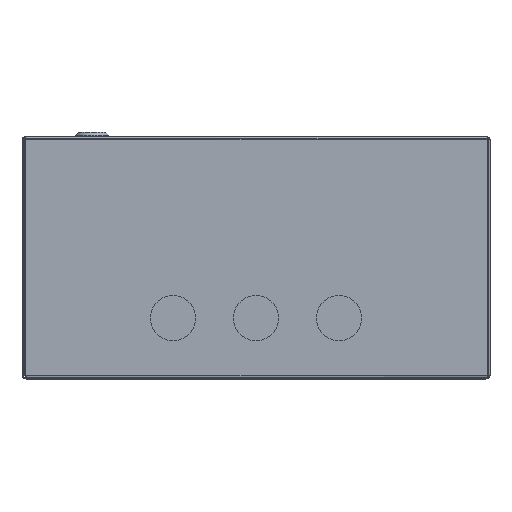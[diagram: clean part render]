
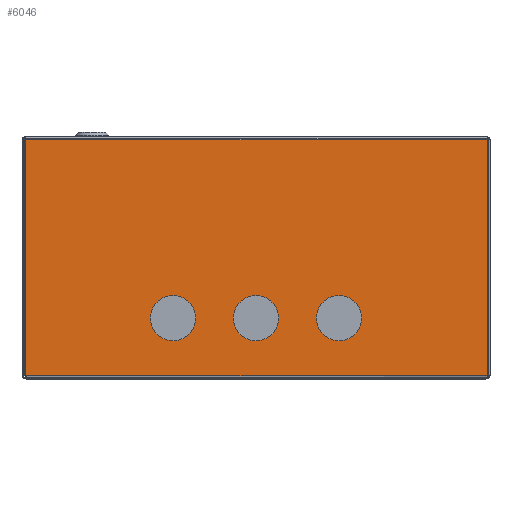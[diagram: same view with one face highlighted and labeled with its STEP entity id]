
A CAD part, front view. The second image highlights one B-rep face of the part: STEP entity #6046.
In plain terms, the highlighted planar face has unit normal (0, -1, 0).
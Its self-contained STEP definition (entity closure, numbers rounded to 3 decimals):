
#2736 = AXIS2_PLACEMENT_3D ( 'NONE', #33086, #15659, #27463 ) ;
#3703 = CARTESIAN_POINT ( 'NONE',  ( -0.7, -260., -78.3 ) ) ;
#3847 = VECTOR ( 'NONE', #33101, 1000. ) ;
#3876 = LINE ( 'NONE', #28021, #26273 ) ;
#4033 = CARTESIAN_POINT ( 'NONE',  ( -100., -260., -40. ) ) ;
#4320 = AXIS2_PLACEMENT_3D ( 'NONE', #4033, #36529, #18718 ) ;
#4615 = VERTEX_POINT ( 'NONE', #8425 ) ;
#5065 = CARTESIAN_POINT ( 'NONE',  ( -210., -260., -40. ) ) ;
#5103 = EDGE_CURVE ( 'NONE', #23161, #5915, #15493, .T. ) ;
#5702 = CARTESIAN_POINT ( 'NONE',  ( -140., -260., -40. ) ) ;
#5835 = EDGE_CURVE ( 'NONE', #36954, #23946, #12865, .T. ) ;
#5915 = VERTEX_POINT ( 'NONE', #13390 ) ;
#6046 = ADVANCED_FACE ( 'NONE', ( #35050, #37960, #25574, #8568 ), #37382, .F. ) ;
#7029 = EDGE_CURVE ( 'NONE', #34502, #8586, #34552, .T. ) ;
#7041 = CIRCLE ( 'NONE', #17506, 15. ) ;
#8425 = CARTESIAN_POINT ( 'NONE',  ( -115., -260., -40. ) ) ;
#8568 = FACE_OUTER_BOUND ( 'NONE', #11754, .T. ) ;
#8586 = VERTEX_POINT ( 'NONE', #21761 ) ;
#9201 = AXIS2_PLACEMENT_3D ( 'NONE', #19767, #31955, #14548 ) ;
#9767 = DIRECTION ( 'NONE',  ( 1., 0., 0. ) ) ;
#10379 = CARTESIAN_POINT ( 'NONE',  ( -1.7, -260., 78.3 ) ) ;
#10632 = CARTESIAN_POINT ( 'NONE',  ( -195., -260., -40. ) ) ;
#10729 = ORIENTED_EDGE ( 'NONE', *, *, #5835, .F. ) ;
#11754 = EDGE_LOOP ( 'NONE', ( #23280, #34149, #31925, #33031 ) ) ;
#11885 = DIRECTION ( 'NONE',  ( 0., -1., 0. ) ) ;
#12645 = DIRECTION ( 'NONE',  ( 0., -1., 0. ) ) ;
#12865 = CIRCLE ( 'NONE', #30171, 15. ) ;
#13390 = CARTESIAN_POINT ( 'NONE',  ( -1.7, -260., -78.3 ) ) ;
#13590 = CARTESIAN_POINT ( 'NONE',  ( -85., -260., -40. ) ) ;
#14008 = ORIENTED_EDGE ( 'NONE', *, *, #7029, .F. ) ;
#14318 = EDGE_LOOP ( 'NONE', ( #14008, #21528 ) ) ;
#14548 = DIRECTION ( 'NONE',  ( -1., 0., 0. ) ) ;
#14906 = VERTEX_POINT ( 'NONE', #13590 ) ;
#15493 = LINE ( 'NONE', #3703, #3847 ) ;
#15659 = DIRECTION ( 'NONE',  ( 0., -1., 0. ) ) ;
#17451 = EDGE_CURVE ( 'NONE', #25867, #22953, #19496, .T. ) ;
#17506 = AXIS2_PLACEMENT_3D ( 'NONE', #20833, #21403, #35730 ) ;
#18668 = LINE ( 'NONE', #36279, #18808 ) ;
#18718 = DIRECTION ( 'NONE',  ( -1., 0., 0. ) ) ;
#18808 = VECTOR ( 'NONE', #30091, 1000. ) ;
#19393 = EDGE_CURVE ( 'NONE', #14906, #4615, #24657, .T. ) ;
#19496 = LINE ( 'NONE', #34232, #26514 ) ;
#19737 = DIRECTION ( 'NONE',  ( 1., 0., 0. ) ) ;
#19767 = CARTESIAN_POINT ( 'NONE',  ( -0.7, -260., 78.3 ) ) ;
#20833 = CARTESIAN_POINT ( 'NONE',  ( -100., -260., -40. ) ) ;
#21403 = DIRECTION ( 'NONE',  ( 0., -1., 0. ) ) ;
#21528 = ORIENTED_EDGE ( 'NONE', *, *, #23979, .F. ) ;
#21761 = CARTESIAN_POINT ( 'NONE',  ( -225., -260., -40. ) ) ;
#21896 = AXIS2_PLACEMENT_3D ( 'NONE', #5065, #25347, #19737 ) ;
#21941 = ORIENTED_EDGE ( 'NONE', *, *, #19393, .F. ) ;
#22012 = DIRECTION ( 'NONE',  ( 0., 0., -1. ) ) ;
#22953 = VERTEX_POINT ( 'NONE', #38143 ) ;
#23098 = CIRCLE ( 'NONE', #2736, 15. ) ;
#23161 = VERTEX_POINT ( 'NONE', #34009 ) ;
#23280 = ORIENTED_EDGE ( 'NONE', *, *, #24667, .F. ) ;
#23674 = EDGE_CURVE ( 'NONE', #22953, #23161, #18668, .T. ) ;
#23946 = VERTEX_POINT ( 'NONE', #5702 ) ;
#23979 = EDGE_CURVE ( 'NONE', #8586, #34502, #33664, .T. ) ;
#24657 = CIRCLE ( 'NONE', #4320, 15. ) ;
#24667 = EDGE_CURVE ( 'NONE', #25867, #5915, #3876, .T. ) ;
#25301 = DIRECTION ( 'NONE',  ( -1., 0., 0. ) ) ;
#25347 = DIRECTION ( 'NONE',  ( 0., -1., 0. ) ) ;
#25574 = FACE_BOUND ( 'NONE', #37617, .T. ) ;
#25867 = VERTEX_POINT ( 'NONE', #10379 ) ;
#26273 = VECTOR ( 'NONE', #22012, 1000. ) ;
#26514 = VECTOR ( 'NONE', #25301, 1000. ) ;
#26586 = CARTESIAN_POINT ( 'NONE',  ( -210., -260., -40. ) ) ;
#26822 = ORIENTED_EDGE ( 'NONE', *, *, #32361, .F. ) ;
#26980 = CARTESIAN_POINT ( 'NONE',  ( -170., -260., -40. ) ) ;
#27463 = DIRECTION ( 'NONE',  ( 1., 0., 0. ) ) ;
#27711 = DIRECTION ( 'NONE',  ( 1., 0., 0. ) ) ;
#28021 = CARTESIAN_POINT ( 'NONE',  ( -1.7, -260., -78.3 ) ) ;
#28963 = AXIS2_PLACEMENT_3D ( 'NONE', #26586, #11885, #27711 ) ;
#30091 = DIRECTION ( 'NONE',  ( 0., 0., -1. ) ) ;
#30171 = AXIS2_PLACEMENT_3D ( 'NONE', #32782, #12645, #9767 ) ;
#31650 = EDGE_CURVE ( 'NONE', #4615, #14906, #7041, .T. ) ;
#31925 = ORIENTED_EDGE ( 'NONE', *, *, #23674, .T. ) ;
#31955 = DIRECTION ( 'NONE',  ( 0., 1., 0. ) ) ;
#32361 = EDGE_CURVE ( 'NONE', #23946, #36954, #23098, .T. ) ;
#32782 = CARTESIAN_POINT ( 'NONE',  ( -155., -260., -40. ) ) ;
#33031 = ORIENTED_EDGE ( 'NONE', *, *, #5103, .T. ) ;
#33086 = CARTESIAN_POINT ( 'NONE',  ( -155., -260., -40. ) ) ;
#33101 = DIRECTION ( 'NONE',  ( 1., 0., 0. ) ) ;
#33664 = CIRCLE ( 'NONE', #21896, 15. ) ;
#34009 = CARTESIAN_POINT ( 'NONE',  ( -307.6, -260., -78.3 ) ) ;
#34149 = ORIENTED_EDGE ( 'NONE', *, *, #17451, .T. ) ;
#34232 = CARTESIAN_POINT ( 'NONE',  ( -0.7, -260., 78.3 ) ) ;
#34502 = VERTEX_POINT ( 'NONE', #10632 ) ;
#34552 = CIRCLE ( 'NONE', #28963, 15. ) ;
#34777 = ORIENTED_EDGE ( 'NONE', *, *, #31650, .F. ) ;
#34963 = EDGE_LOOP ( 'NONE', ( #21941, #34777 ) ) ;
#35050 = FACE_BOUND ( 'NONE', #34963, .T. ) ;
#35730 = DIRECTION ( 'NONE',  ( -1., 0., 0. ) ) ;
#36279 = CARTESIAN_POINT ( 'NONE',  ( -307.6, -260., 78.3 ) ) ;
#36529 = DIRECTION ( 'NONE',  ( 0., -1., 0. ) ) ;
#36954 = VERTEX_POINT ( 'NONE', #26980 ) ;
#37382 = PLANE ( 'NONE',  #9201 ) ;
#37617 = EDGE_LOOP ( 'NONE', ( #26822, #10729 ) ) ;
#37960 = FACE_BOUND ( 'NONE', #14318, .T. ) ;
#38143 = CARTESIAN_POINT ( 'NONE',  ( -307.6, -260., 78.3 ) ) ;
